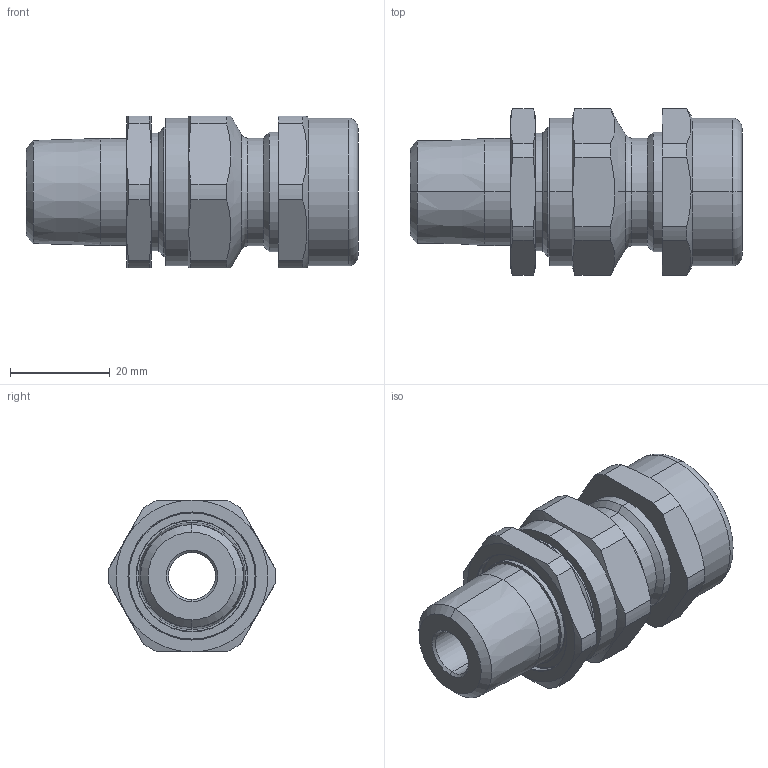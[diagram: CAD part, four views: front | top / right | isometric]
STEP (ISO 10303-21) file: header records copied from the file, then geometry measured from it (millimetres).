
FILE_DESCRIPTION (( 'STEP AP203' ), '1' );
FILE_NAME ('TMC050S.STEP', '2016-10-24T14:47:13', ( '' ), ( '' ), 'SwSTEP 2.0', 'SolidWorks 2014', '' );
FILE_SCHEMA (( 'CONFIG_CONTROL_DESIGN' ));
Length unit declared in the file: millimetre
Products named in the file (1): TMC050S
Bounding box: 66.71 x 33.53 x 30.5 mm (x, y, z)
Volume: 27410.9 mm3; surface area: 14917.1 mm2
Topology: 4 solids, 4 shells, 347 faces, 843 edges, 536 vertices
Faces by surface type: plane 121, bspline 96, cone 58, cylinder 56, torus 16
Entity records: 16408 total; most frequent: CARTESIAN_POINT 8791, ORIENTED_EDGE 1686, DIRECTION 1299, EDGE_CURVE 843, VERTEX_POINT 536, AXIS2_PLACEMENT_3D 444, LINE 411, VECTOR 411
